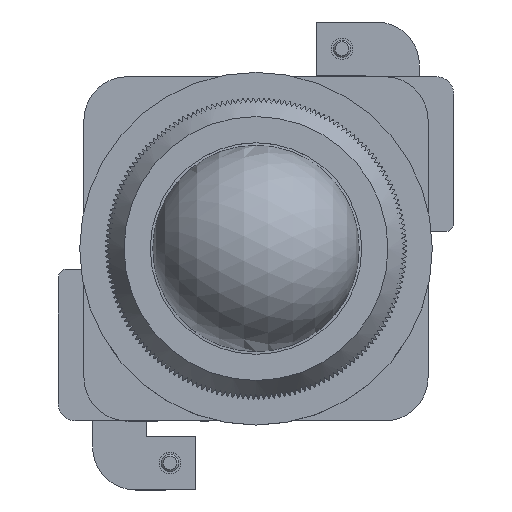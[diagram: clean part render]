
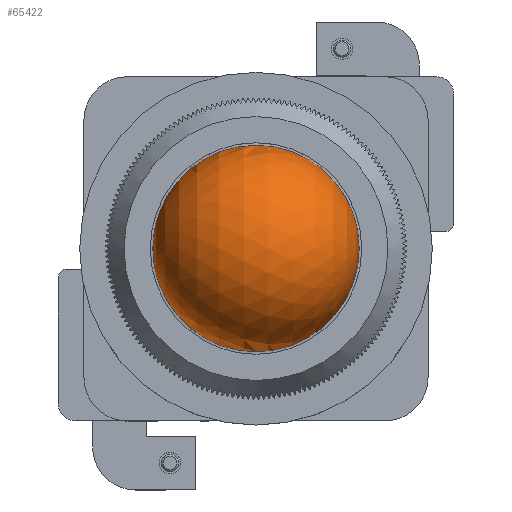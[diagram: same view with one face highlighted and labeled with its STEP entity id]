
A CAD part, top view. The second image highlights one B-rep face of the part: STEP entity #65422.
In plain terms, the highlighted spherical face has radius 12 mm.
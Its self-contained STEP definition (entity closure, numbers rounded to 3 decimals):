
#65406=CARTESIAN_POINT('',(6.118,0.058,0.0));
#65407=DIRECTION('',(0.0,0.0,1.0));
#65408=DIRECTION('',(1.0,0.0,0.0));
#65409=AXIS2_PLACEMENT_3D('',#65406,#65407,#65408);
#65410=SPHERICAL_SURFACE('',#65409,12.);
#65411=CARTESIAN_POINT('',(6.118,12.058,0.0));
#65412=VERTEX_POINT('',#65411);
#65413=CARTESIAN_POINT('',(6.118,0.058,0.0));
#65414=DIRECTION('',(1.0,0.0,0.0));
#65415=DIRECTION('',(0.0,1.0,0.0));
#65416=AXIS2_PLACEMENT_3D('',#65413,#65414,#65415);
#65417=CIRCLE('',#65416,12.);
#65418=EDGE_CURVE('',#65412,#65412,#65417,.T.);
#65419=ORIENTED_EDGE('',*,*,#65418,.F.);
#65420=EDGE_LOOP('',(#65419));
#65421=FACE_OUTER_BOUND('',#65420,.T.);
#65422=ADVANCED_FACE('',(#65421),#65410,.T.);
